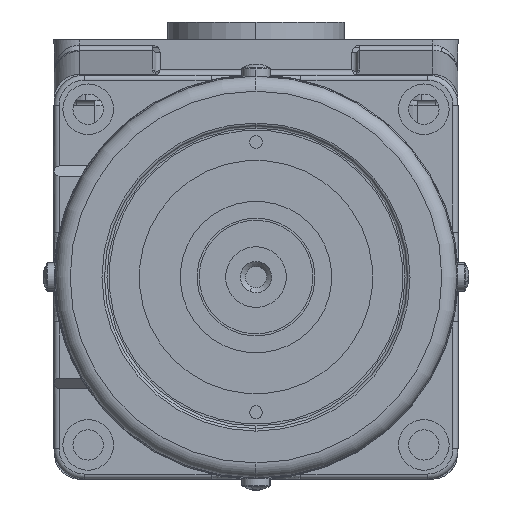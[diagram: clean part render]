
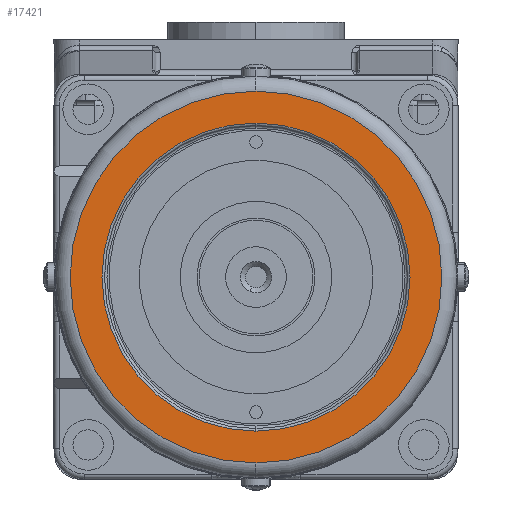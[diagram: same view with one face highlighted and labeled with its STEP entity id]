
A CAD part, left-side view. The second image highlights one B-rep face of the part: STEP entity #17421.
In plain terms, the highlighted planar face has unit normal (-1, 0, 0).
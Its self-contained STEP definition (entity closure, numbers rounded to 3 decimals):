
#1002 = FACE_OUTER_BOUND ( 'NONE', #6955, .T. ) ;
#1854 = DIRECTION ( 'NONE',  ( 0., 0., 1. ) ) ;
#2374 = DIRECTION ( 'NONE',  ( -1., 0., 0. ) ) ;
#2946 = DIRECTION ( 'NONE',  ( 0., 0., 1. ) ) ;
#2972 = DIRECTION ( 'NONE',  ( 0., 0., 1. ) ) ;
#3148 = AXIS2_PLACEMENT_3D ( 'NONE', #9862, #15411, #2946 ) ;
#3610 = AXIS2_PLACEMENT_3D ( 'NONE', #14833, #2374, #7923 ) ;
#4175 = VERTEX_POINT ( 'NONE', #11387 ) ;
#4493 = VERTEX_POINT ( 'NONE', #7651 ) ;
#5229 = DIRECTION ( 'NONE',  ( 0., 0., -1. ) ) ;
#5572 = EDGE_LOOP ( 'NONE', ( #9739, #11776 ) ) ;
#5922 = CIRCLE ( 'NONE', #16065, 30.5 ) ;
#6092 = CIRCLE ( 'NONE', #16248, 36.8 ) ;
#6577 = PLANE ( 'NONE',  #12120 ) ;
#6955 = EDGE_LOOP ( 'NONE', ( #15997, #11603 ) ) ;
#7651 = CARTESIAN_POINT ( 'NONE',  ( -234.923, 8.965, 11.585 ) ) ;
#7923 = DIRECTION ( 'NONE',  ( 0., 0., 1. ) ) ;
#8771 = CARTESIAN_POINT ( 'NONE',  ( -234.923, 8.965, -18.915 ) ) ;
#9141 = EDGE_CURVE ( 'NONE', #4493, #17883, #10986, .T. ) ;
#9739 = ORIENTED_EDGE ( 'NONE', *, *, #9141, .F. ) ;
#9760 = EDGE_CURVE ( 'NONE', #11026, #4175, #6092, .T. ) ;
#9862 = CARTESIAN_POINT ( 'NONE',  ( -234.923, 8.965, -18.915 ) ) ;
#9883 = CARTESIAN_POINT ( 'NONE',  ( -234.923, 8.965, -18.915 ) ) ;
#10884 = CARTESIAN_POINT ( 'NONE',  ( -234.923, 8.965, 17.885 ) ) ;
#10986 = CIRCLE ( 'NONE', #3148, 30.5 ) ;
#11026 = VERTEX_POINT ( 'NONE', #10884 ) ;
#11387 = CARTESIAN_POINT ( 'NONE',  ( -234.923, 8.965, -55.715 ) ) ;
#11453 = CIRCLE ( 'NONE', #3610, 36.8 ) ;
#11603 = ORIENTED_EDGE ( 'NONE', *, *, #15091, .T. ) ;
#11776 = ORIENTED_EDGE ( 'NONE', *, *, #13638, .F. ) ;
#12112 = CARTESIAN_POINT ( 'NONE',  ( -234.923, 39.465, -18.915 ) ) ;
#12120 = AXIS2_PLACEMENT_3D ( 'NONE', #12112, #17644, #5229 ) ;
#12566 = CARTESIAN_POINT ( 'NONE',  ( -234.923, 8.965, -49.415 ) ) ;
#13475 = FACE_BOUND ( 'NONE', #5572, .T. ) ;
#13638 = EDGE_CURVE ( 'NONE', #17883, #4493, #5922, .T. ) ;
#14314 = DIRECTION ( 'NONE',  ( -1., 0., 0. ) ) ;
#14833 = CARTESIAN_POINT ( 'NONE',  ( -234.923, 8.965, -18.915 ) ) ;
#15091 = EDGE_CURVE ( 'NONE', #4175, #11026, #11453, .T. ) ;
#15411 = DIRECTION ( 'NONE',  ( -1., 0., 0. ) ) ;
#15432 = DIRECTION ( 'NONE',  ( -1., 0., 0. ) ) ;
#15997 = ORIENTED_EDGE ( 'NONE', *, *, #9760, .T. ) ;
#16065 = AXIS2_PLACEMENT_3D ( 'NONE', #8771, #14314, #1854 ) ;
#16248 = AXIS2_PLACEMENT_3D ( 'NONE', #9883, #15432, #2972 ) ;
#17421 = ADVANCED_FACE ( 'NONE', ( #13475, #1002 ), #6577, .F. ) ;
#17644 = DIRECTION ( 'NONE',  ( 1., 0., 0. ) ) ;
#17883 = VERTEX_POINT ( 'NONE', #12566 ) ;
